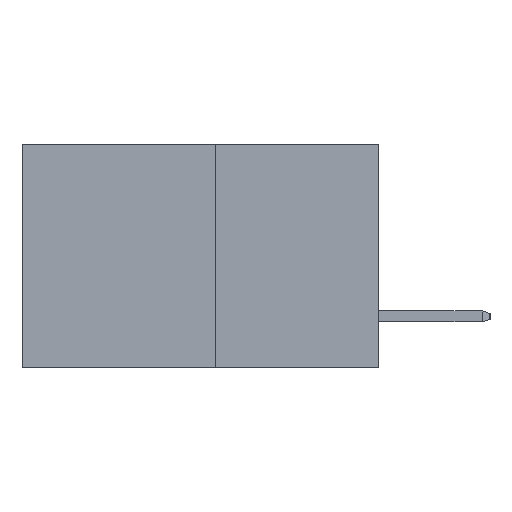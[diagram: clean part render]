
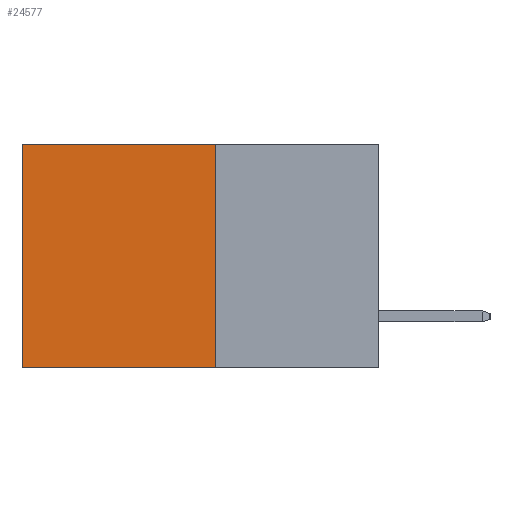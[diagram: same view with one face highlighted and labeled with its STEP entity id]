
A CAD part, left-side view. The second image highlights one B-rep face of the part: STEP entity #24577.
In plain terms, the highlighted planar face has unit normal (-1, 0, 0).
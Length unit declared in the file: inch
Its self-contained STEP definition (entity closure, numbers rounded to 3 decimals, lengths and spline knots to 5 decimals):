
#817 = EDGE_CURVE ( 'NONE', #20202, #18662, #24271, .T. ) ;
#2596 = EDGE_LOOP ( 'NONE', ( #17460, #16405, #15472, #8995 ) ) ;
#3878 = CARTESIAN_POINT ( 'NONE',  ( 0.277, 0.27, -0.37 ) ) ;
#3967 = EDGE_CURVE ( 'NONE', #20202, #7494, #7488, .T. ) ;
#5951 = CARTESIAN_POINT ( 'NONE',  ( 0.277, 0.59, 0. ) ) ;
#6288 = CARTESIAN_POINT ( 'NONE',  ( 0.277, 0.59, -0.37 ) ) ;
#6303 = DIRECTION ( 'NONE',  ( 0., 1., 0. ) ) ;
#7488 = LINE ( 'NONE', #11769, #11955 ) ;
#7494 = VERTEX_POINT ( 'NONE', #3878 ) ;
#7744 = CARTESIAN_POINT ( 'NONE',  ( 0.277, 0.27, 0. ) ) ;
#8995 = ORIENTED_EDGE ( 'NONE', *, *, #817, .T. ) ;
#9418 = VECTOR ( 'NONE', #15664, 39.37008 ) ;
#10076 = VERTEX_POINT ( 'NONE', #6288 ) ;
#10439 = PLANE ( 'NONE',  #22046 ) ;
#11718 = DIRECTION ( 'NONE',  ( 0., 0., -1. ) ) ;
#11769 = CARTESIAN_POINT ( 'NONE',  ( 0.277, 0.27, -0.37 ) ) ;
#11955 = VECTOR ( 'NONE', #11718, 39.37008 ) ;
#12188 = CARTESIAN_POINT ( 'NONE',  ( 0.277, 0.27, 0. ) ) ;
#12346 = DIRECTION ( 'NONE',  ( 0., 0., -1. ) ) ;
#13289 = LINE ( 'NONE', #19480, #23710 ) ;
#13412 = EDGE_CURVE ( 'NONE', #7494, #10076, #13289, .T. ) ;
#13879 = DIRECTION ( 'NONE',  ( 0., 0., -1. ) ) ;
#14636 = VECTOR ( 'NONE', #13879, 39.37008 ) ;
#15199 = LINE ( 'NONE', #19486, #14636 ) ;
#15472 = ORIENTED_EDGE ( 'NONE', *, *, #3967, .F. ) ;
#15664 = DIRECTION ( 'NONE',  ( 0., 1., 0. ) ) ;
#16146 = FACE_OUTER_BOUND ( 'NONE', #2596, .T. ) ;
#16405 = ORIENTED_EDGE ( 'NONE', *, *, #13412, .F. ) ;
#17460 = ORIENTED_EDGE ( 'NONE', *, *, #18950, .T. ) ;
#17931 = CARTESIAN_POINT ( 'NONE',  ( 0.277, 0.27, -0.37 ) ) ;
#18662 = VERTEX_POINT ( 'NONE', #5951 ) ;
#18950 = EDGE_CURVE ( 'NONE', #18662, #10076, #15199, .T. ) ;
#19480 = CARTESIAN_POINT ( 'NONE',  ( 0.277, 0.27, -0.37 ) ) ;
#19486 = CARTESIAN_POINT ( 'NONE',  ( 0.277, 0.59, -0.37 ) ) ;
#20202 = VERTEX_POINT ( 'NONE', #7744 ) ;
#22046 = AXIS2_PLACEMENT_3D ( 'NONE', #17931, #23470, #12346 ) ;
#23470 = DIRECTION ( 'NONE',  ( 1., 0., 0. ) ) ;
#23710 = VECTOR ( 'NONE', #6303, 39.37008 ) ;
#24271 = LINE ( 'NONE', #12188, #9418 ) ;
#24577 = ADVANCED_FACE ( 'NONE', ( #16146 ), #10439, .F. ) ;
